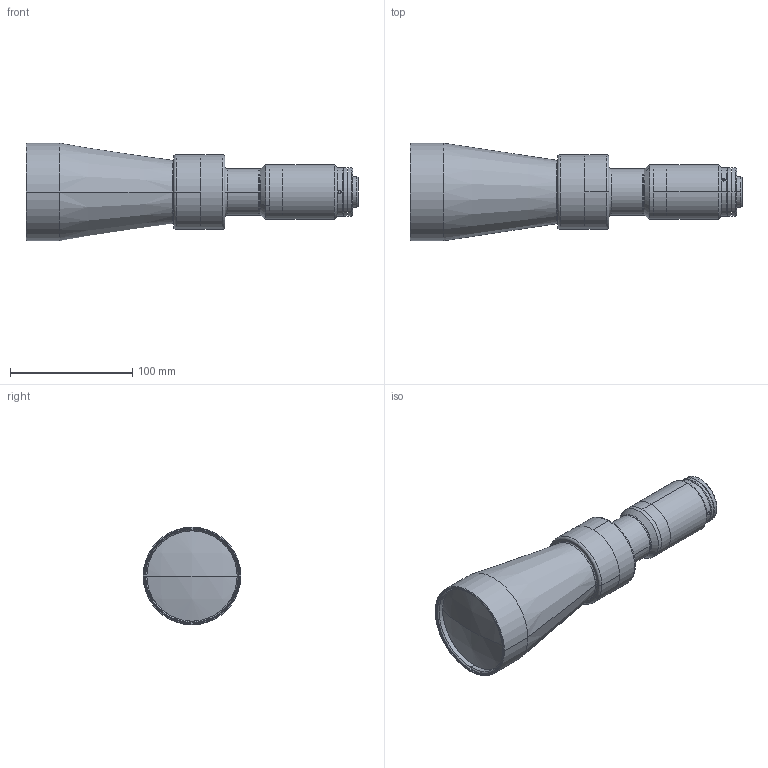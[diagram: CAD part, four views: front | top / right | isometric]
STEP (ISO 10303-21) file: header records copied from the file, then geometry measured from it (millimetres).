
FILE_DESCRIPTION (( 'STEP AP203' ), '1' );
FILE_NAME ('DP32110-A_TC4MHRP056-C.step', '2022-06-13T08:22:57', ( '' ), ( '' ), 'SwSTEP 2.0', 'SolidWorks 2021', '' );
FILE_SCHEMA (( 'CONFIG_CONTROL_DESIGN' ));
Length unit declared in the file: millimetre
Products named in the file (1): DP32110-A_TC4MHRP056-C
Bounding box: 272.01 x 80 x 80 mm (x, y, z)
Surface area: 67719.4 mm2 (no closed solid volume)
Topology: 0 solids, 14 shells, 98 faces, 254 edges, 172 vertices
Faces by surface type: cylinder 42, plane 26, cone 16, torus 12, sphere 2
Entity records: 3310 total; most frequent: CARTESIAN_POINT 759, DIRECTION 582, ORIENTED_EDGE 424, EDGE_CURVE 254, AXIS2_PLACEMENT_3D 245, VERTEX_POINT 172, CIRCLE 146, EDGE_LOOP 119
